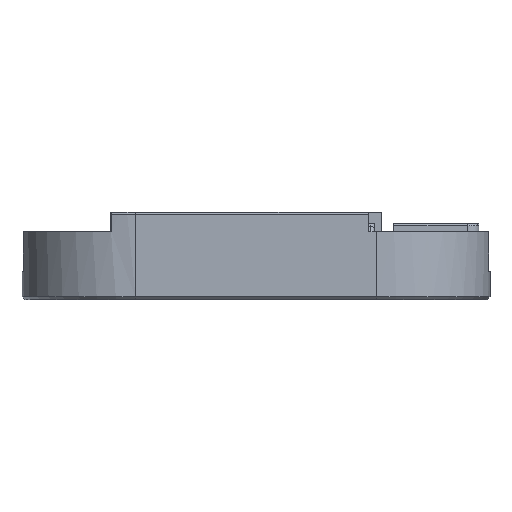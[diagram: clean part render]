
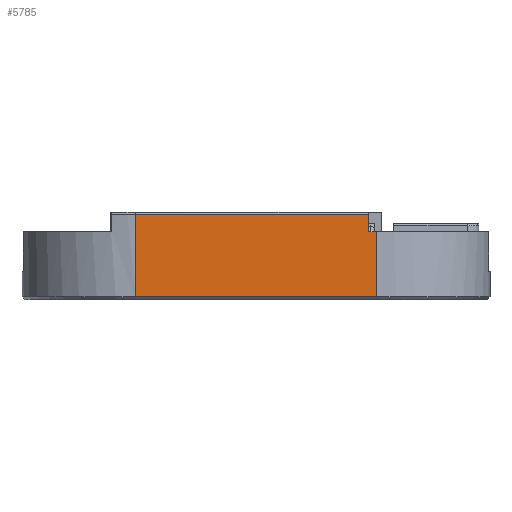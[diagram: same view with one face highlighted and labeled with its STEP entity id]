
A CAD part, front view. The second image highlights one B-rep face of the part: STEP entity #5785.
In plain terms, the highlighted planar face has unit normal (0, -1, 0).
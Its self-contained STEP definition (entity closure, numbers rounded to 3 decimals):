
#198=LINE('',#8334,#862);
#199=LINE('',#8337,#863);
#204=LINE('',#8347,#868);
#311=LINE('',#8708,#975);
#313=LINE('',#8715,#977);
#314=LINE('',#8716,#978);
#862=VECTOR('',#6658,10.);
#863=VECTOR('',#6661,10.);
#868=VECTOR('',#6668,10.);
#975=VECTOR('',#7015,10.);
#977=VECTOR('',#7027,10.);
#978=VECTOR('',#7028,20.);
#1615=FACE_OUTER_BOUND('',#1925,.T.);
#1925=EDGE_LOOP('',(#4124,#4125,#4126,#4127,#4128,#4129));
#2353=VERTEX_POINT('',#8233);
#2382=VERTEX_POINT('',#8332);
#2383=VERTEX_POINT('',#8336);
#2385=VERTEX_POINT('',#8341);
#2387=VERTEX_POINT('',#8345);
#2521=VERTEX_POINT('',#8707);
#2961=EDGE_CURVE('',#2382,#2353,#198,.T.);
#2962=EDGE_CURVE('',#2383,#2353,#199,.T.);
#2967=EDGE_CURVE('',#2387,#2385,#204,.T.);
#3145=EDGE_CURVE('',#2383,#2521,#311,.T.);
#3149=EDGE_CURVE('',#2521,#2387,#313,.T.);
#3150=EDGE_CURVE('',#2385,#2382,#314,.T.);
#4124=ORIENTED_EDGE('',*,*,#2967,.F.);
#4125=ORIENTED_EDGE('',*,*,#3149,.F.);
#4126=ORIENTED_EDGE('',*,*,#3145,.F.);
#4127=ORIENTED_EDGE('',*,*,#2962,.T.);
#4128=ORIENTED_EDGE('',*,*,#2961,.F.);
#4129=ORIENTED_EDGE('',*,*,#3150,.F.);
#5533=PLANE('',#6202);
#5785=ADVANCED_FACE('',(#1615),#5533,.T.);
#6202=AXIS2_PLACEMENT_3D('',#8714,#7025,#7026);
#6658=DIRECTION('',(1.,0.,0.));
#6661=DIRECTION('',(0.,0.,1.));
#6668=DIRECTION('',(-1.,0.,0.));
#7015=DIRECTION('',(1.,0.,0.));
#7025=DIRECTION('center_axis',(0.,-1.,0.));
#7026=DIRECTION('ref_axis',(1.,0.,0.));
#7027=DIRECTION('',(0.,0.,-1.));
#7028=DIRECTION('',(0.,0.,1.));
#8233=CARTESIAN_POINT('',(120.6,-39.199,-85.4));
#8332=CARTESIAN_POINT('',(79.5,-39.199,-85.4));
#8334=CARTESIAN_POINT('',(78.,-39.199,-85.4));
#8336=CARTESIAN_POINT('',(120.6,-39.199,-88.4));
#8337=CARTESIAN_POINT('',(120.6,-39.199,-95.4));
#8341=CARTESIAN_POINT('',(79.5,-39.199,-99.9));
#8345=CARTESIAN_POINT('',(122.,-39.199,-99.9));
#8347=CARTESIAN_POINT('',(78.25,-39.199,-99.9));
#8707=CARTESIAN_POINT('',(122.,-39.199,-88.4));
#8708=CARTESIAN_POINT('',(98.091,-39.199,-88.4));
#8714=CARTESIAN_POINT('Origin',(57.,-39.199,-104.4));
#8715=CARTESIAN_POINT('',(122.,-39.199,-104.4));
#8716=CARTESIAN_POINT('',(79.5,-39.199,-104.4));
